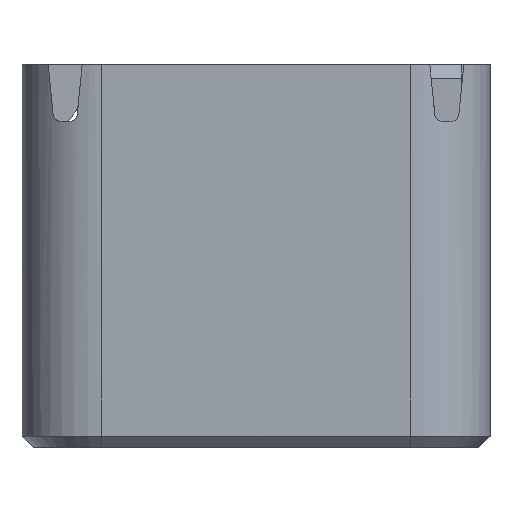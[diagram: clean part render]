
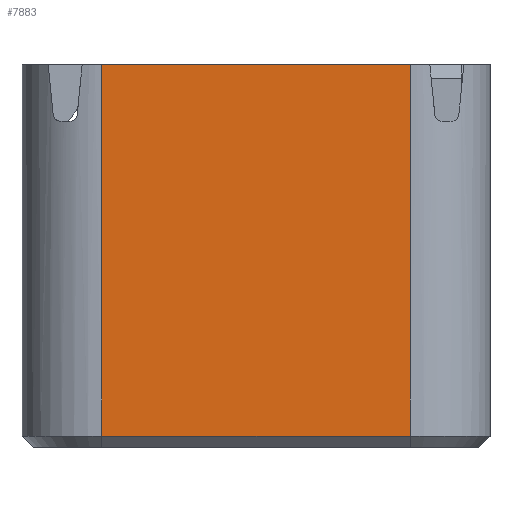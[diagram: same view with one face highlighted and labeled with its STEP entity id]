
A CAD part, left-side view. The second image highlights one B-rep face of the part: STEP entity #7883.
In plain terms, the highlighted planar face has unit normal (-1, 0, 0).
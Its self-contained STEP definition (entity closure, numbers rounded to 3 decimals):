
#1003 = CYLINDRICAL_SURFACE('',#1004,7.);
#1004 = AXIS2_PLACEMENT_3D('',#1005,#1006,#1007);
#1005 = CARTESIAN_POINT('',(7.,7.,0.));
#1006 = DIRECTION('',(0.,0.,-1.));
#1007 = DIRECTION('',(-1.,0.,0.));
#1799 = PLANE('',#1800);
#1800 = AXIS2_PLACEMENT_3D('',#1801,#1802,#1803);
#1801 = CARTESIAN_POINT('',(0.5,7.,0.5));
#1802 = DIRECTION('',(-0.707,0.,-0.707));
#1803 = DIRECTION('',(0.,1.,0.));
#3486 = VERTEX_POINT('',#3487);
#3487 = CARTESIAN_POINT('',(0.,7.,1.));
#3723 = VERTEX_POINT('',#3724);
#3724 = CARTESIAN_POINT('',(0.,7.,33.7));
#3739 = PLANE('',#3740);
#3740 = AXIS2_PLACEMENT_3D('',#3741,#3742,#3743);
#3741 = CARTESIAN_POINT('',(60.75,20.565,33.7));
#3742 = DIRECTION('',(-0.,-0.,-1.));
#3743 = DIRECTION('',(-1.,0.,0.));
#3751 = EDGE_CURVE('',#3486,#3723,#3752,.T.);
#3752 = SURFACE_CURVE('',#3753,(#3757,#3764),.PCURVE_S1.);
#3753 = LINE('',#3754,#3755);
#3754 = CARTESIAN_POINT('',(0.,7.,0.));
#3755 = VECTOR('',#3756,1.);
#3756 = DIRECTION('',(0.,0.,1.));
#3757 = PCURVE('',#1003,#3758);
#3758 = DEFINITIONAL_REPRESENTATION('',(#3759),#3763);
#3759 = LINE('',#3760,#3761);
#3760 = CARTESIAN_POINT('',(6.283,0.));
#3761 = VECTOR('',#3762,1.);
#3762 = DIRECTION('',(0.,-1.));
#3763 = ( GEOMETRIC_REPRESENTATION_CONTEXT(2) 
PARAMETRIC_REPRESENTATION_CONTEXT() REPRESENTATION_CONTEXT('2D SPACE',''
  ) );
#3764 = PCURVE('',#3765,#3770);
#3765 = PLANE('',#3766);
#3766 = AXIS2_PLACEMENT_3D('',#3767,#3768,#3769);
#3767 = CARTESIAN_POINT('',(0.,7.,0.));
#3768 = DIRECTION('',(-1.,0.,0.));
#3769 = DIRECTION('',(0.,1.,0.));
#3770 = DEFINITIONAL_REPRESENTATION('',(#3771),#3775);
#3771 = LINE('',#3772,#3773);
#3772 = CARTESIAN_POINT('',(0.,0.));
#3773 = VECTOR('',#3774,1.);
#3774 = DIRECTION('',(0.,-1.));
#3775 = ( GEOMETRIC_REPRESENTATION_CONTEXT(2) 
PARAMETRIC_REPRESENTATION_CONTEXT() REPRESENTATION_CONTEXT('2D SPACE',''
  ) );
#6437 = VERTEX_POINT('',#6438);
#6438 = CARTESIAN_POINT('',(0.,34.2,1.));
#6472 = CYLINDRICAL_SURFACE('',#6473,7.);
#6473 = AXIS2_PLACEMENT_3D('',#6474,#6475,#6476);
#6474 = CARTESIAN_POINT('',(7.,34.2,0.));
#6475 = DIRECTION('',(0.,0.,-1.));
#6476 = DIRECTION('',(-1.,0.,0.));
#6508 = EDGE_CURVE('',#3486,#6437,#6509,.T.);
#6509 = SURFACE_CURVE('',#6510,(#6514,#6521),.PCURVE_S1.);
#6510 = LINE('',#6511,#6512);
#6511 = CARTESIAN_POINT('',(0.,7.,1.));
#6512 = VECTOR('',#6513,1.);
#6513 = DIRECTION('',(0.,1.,0.));
#6514 = PCURVE('',#1799,#6515);
#6515 = DEFINITIONAL_REPRESENTATION('',(#6516),#6520);
#6516 = LINE('',#6517,#6518);
#6517 = CARTESIAN_POINT('',(0.,-0.707));
#6518 = VECTOR('',#6519,1.);
#6519 = DIRECTION('',(1.,0.));
#6520 = ( GEOMETRIC_REPRESENTATION_CONTEXT(2) 
PARAMETRIC_REPRESENTATION_CONTEXT() REPRESENTATION_CONTEXT('2D SPACE',''
  ) );
#6521 = PCURVE('',#3765,#6522);
#6522 = DEFINITIONAL_REPRESENTATION('',(#6523),#6527);
#6523 = LINE('',#6524,#6525);
#6524 = CARTESIAN_POINT('',(0.,-1.));
#6525 = VECTOR('',#6526,1.);
#6526 = DIRECTION('',(1.,0.));
#6527 = ( GEOMETRIC_REPRESENTATION_CONTEXT(2) 
PARAMETRIC_REPRESENTATION_CONTEXT() REPRESENTATION_CONTEXT('2D SPACE',''
  ) );
#7883 = ADVANCED_FACE('',(#7884),#3765,.T.);
#7884 = FACE_BOUND('',#7885,.T.);
#7885 = EDGE_LOOP('',(#7886,#7887,#7910,#7931));
#7886 = ORIENTED_EDGE('',*,*,#3751,.T.);
#7887 = ORIENTED_EDGE('',*,*,#7888,.F.);
#7888 = EDGE_CURVE('',#7889,#3723,#7891,.T.);
#7889 = VERTEX_POINT('',#7890);
#7890 = CARTESIAN_POINT('',(0.,34.2,33.7));
#7891 = SURFACE_CURVE('',#7892,(#7896,#7903),.PCURVE_S1.);
#7892 = LINE('',#7893,#7894);
#7893 = CARTESIAN_POINT('',(0.,41.2,33.7));
#7894 = VECTOR('',#7895,1.);
#7895 = DIRECTION('',(0.,-1.,0.));
#7896 = PCURVE('',#3765,#7897);
#7897 = DEFINITIONAL_REPRESENTATION('',(#7898),#7902);
#7898 = LINE('',#7899,#7900);
#7899 = CARTESIAN_POINT('',(34.2,-33.7));
#7900 = VECTOR('',#7901,1.);
#7901 = DIRECTION('',(-1.,0.));
#7902 = ( GEOMETRIC_REPRESENTATION_CONTEXT(2) 
PARAMETRIC_REPRESENTATION_CONTEXT() REPRESENTATION_CONTEXT('2D SPACE',''
  ) );
#7903 = PCURVE('',#3739,#7904);
#7904 = DEFINITIONAL_REPRESENTATION('',(#7905),#7909);
#7905 = LINE('',#7906,#7907);
#7906 = CARTESIAN_POINT('',(60.75,20.635));
#7907 = VECTOR('',#7908,1.);
#7908 = DIRECTION('',(0.,-1.));
#7909 = ( GEOMETRIC_REPRESENTATION_CONTEXT(2) 
PARAMETRIC_REPRESENTATION_CONTEXT() REPRESENTATION_CONTEXT('2D SPACE',''
  ) );
#7910 = ORIENTED_EDGE('',*,*,#7911,.F.);
#7911 = EDGE_CURVE('',#6437,#7889,#7912,.T.);
#7912 = SURFACE_CURVE('',#7913,(#7917,#7924),.PCURVE_S1.);
#7913 = LINE('',#7914,#7915);
#7914 = CARTESIAN_POINT('',(0.,34.2,0.));
#7915 = VECTOR('',#7916,1.);
#7916 = DIRECTION('',(0.,0.,1.));
#7917 = PCURVE('',#3765,#7918);
#7918 = DEFINITIONAL_REPRESENTATION('',(#7919),#7923);
#7919 = LINE('',#7920,#7921);
#7920 = CARTESIAN_POINT('',(27.2,0.));
#7921 = VECTOR('',#7922,1.);
#7922 = DIRECTION('',(0.,-1.));
#7923 = ( GEOMETRIC_REPRESENTATION_CONTEXT(2) 
PARAMETRIC_REPRESENTATION_CONTEXT() REPRESENTATION_CONTEXT('2D SPACE',''
  ) );
#7924 = PCURVE('',#6472,#7925);
#7925 = DEFINITIONAL_REPRESENTATION('',(#7926),#7930);
#7926 = LINE('',#7927,#7928);
#7927 = CARTESIAN_POINT('',(0.,0.));
#7928 = VECTOR('',#7929,1.);
#7929 = DIRECTION('',(0.,-1.));
#7930 = ( GEOMETRIC_REPRESENTATION_CONTEXT(2) 
PARAMETRIC_REPRESENTATION_CONTEXT() REPRESENTATION_CONTEXT('2D SPACE',''
  ) );
#7931 = ORIENTED_EDGE('',*,*,#6508,.F.);
